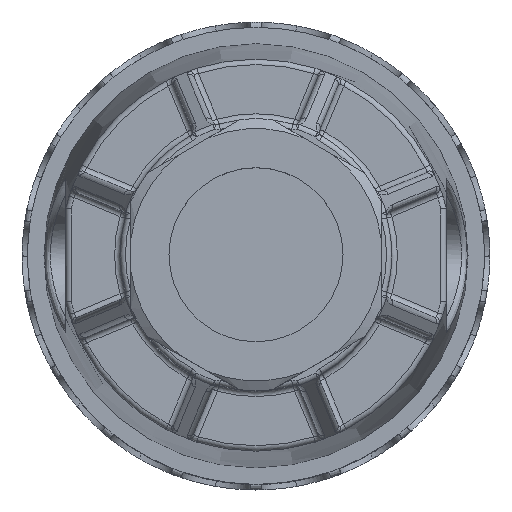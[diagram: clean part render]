
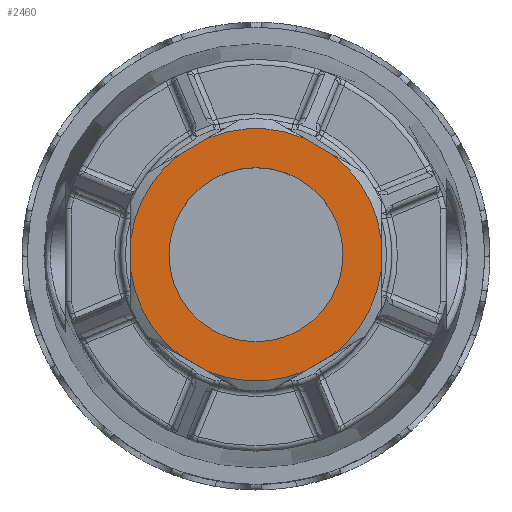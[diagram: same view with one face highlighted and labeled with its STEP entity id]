
A CAD part, top view. The second image highlights one B-rep face of the part: STEP entity #2460.
In plain terms, the highlighted planar face has unit normal (0, 0, 1).
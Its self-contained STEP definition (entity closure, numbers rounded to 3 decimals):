
#425=FACE_BOUND('',#5273,.T.);
#426=FACE_BOUND('',#5274,.T.);
#946=CIRCLE('',#23458,8.);
#956=CIRCLE('',#23472,11.6);
#957=CIRCLE('',#23474,11.6);
#959=CIRCLE('',#23478,11.6);
#961=CIRCLE('',#23482,11.6);
#963=CIRCLE('',#23486,11.6);
#965=CIRCLE('',#23490,11.6);
#1637=PLANE('',#23492);
#2460=ADVANCED_FACE('',(#425,#426),#1637,.T.);
#5273=EDGE_LOOP('',(#8515,#8516,#8517,#8518,#8519,#8520,#8521,#8522,#8523,
#8524,#8525,#8526));
#5274=EDGE_LOOP('',(#8527));
#8515=ORIENTED_EDGE('',*,*,#16845,.F.);
#8516=ORIENTED_EDGE('',*,*,#16818,.T.);
#8517=ORIENTED_EDGE('',*,*,#16846,.F.);
#8518=ORIENTED_EDGE('',*,*,#16824,.T.);
#8519=ORIENTED_EDGE('',*,*,#16847,.F.);
#8520=ORIENTED_EDGE('',*,*,#16830,.T.);
#8521=ORIENTED_EDGE('',*,*,#16848,.F.);
#8522=ORIENTED_EDGE('',*,*,#16836,.T.);
#8523=ORIENTED_EDGE('',*,*,#16849,.F.);
#8524=ORIENTED_EDGE('',*,*,#16842,.T.);
#8525=ORIENTED_EDGE('',*,*,#16850,.F.);
#8526=ORIENTED_EDGE('',*,*,#16816,.T.);
#8527=ORIENTED_EDGE('',*,*,#16795,.T.);
#14386=VERTEX_POINT('',#33033);
#14404=VERTEX_POINT('',#33078);
#14405=VERTEX_POINT('',#33080);
#14406=VERTEX_POINT('',#33087);
#14407=VERTEX_POINT('',#33088);
#14410=VERTEX_POINT('',#33105);
#14411=VERTEX_POINT('',#33106);
#14414=VERTEX_POINT('',#33123);
#14415=VERTEX_POINT('',#33124);
#14418=VERTEX_POINT('',#33141);
#14419=VERTEX_POINT('',#33142);
#14422=VERTEX_POINT('',#33159);
#14423=VERTEX_POINT('',#33160);
#16795=EDGE_CURVE('',#14386,#14386,#946,.T.);
#16816=EDGE_CURVE('',#14405,#14404,#956,.T.);
#16818=EDGE_CURVE('',#14406,#14407,#957,.T.);
#16824=EDGE_CURVE('',#14410,#14411,#959,.T.);
#16830=EDGE_CURVE('',#14414,#14415,#961,.T.);
#16836=EDGE_CURVE('',#14418,#14419,#963,.T.);
#16842=EDGE_CURVE('',#14422,#14423,#965,.T.);
#16845=EDGE_CURVE('',#14406,#14404,#19845,.T.);
#16846=EDGE_CURVE('',#14410,#14407,#19846,.T.);
#16847=EDGE_CURVE('',#14414,#14411,#19847,.T.);
#16848=EDGE_CURVE('',#14418,#14415,#19848,.T.);
#16849=EDGE_CURVE('',#14422,#14419,#19849,.T.);
#16850=EDGE_CURVE('',#14405,#14423,#19850,.T.);
#19845=LINE('',#33170,#21577);
#19846=LINE('',#33171,#21578);
#19847=LINE('',#33172,#21579);
#19848=LINE('',#33173,#21580);
#19849=LINE('',#33174,#21581);
#19850=LINE('',#33175,#21582);
#21577=VECTOR('',#26025,1.);
#21578=VECTOR('',#26026,1.);
#21579=VECTOR('',#26027,1.);
#21580=VECTOR('',#26028,1.);
#21581=VECTOR('',#26029,1.);
#21582=VECTOR('',#26030,1.);
#23458=AXIS2_PLACEMENT_3D('',#33032,#25939,#25940);
#23472=AXIS2_PLACEMENT_3D('',#33079,#25977,#25978);
#23474=AXIS2_PLACEMENT_3D('',#33086,#25981,#25982);
#23478=AXIS2_PLACEMENT_3D('',#33104,#25991,#25992);
#23482=AXIS2_PLACEMENT_3D('',#33122,#26001,#26002);
#23486=AXIS2_PLACEMENT_3D('',#33140,#26011,#26012);
#23490=AXIS2_PLACEMENT_3D('',#33158,#26021,#26022);
#23492=AXIS2_PLACEMENT_3D('',#33176,#26031,#26032);
#25939=DIRECTION('',(0.,0.,-1.));
#25940=DIRECTION('',(0.5,0.866,0.));
#25977=DIRECTION('',(0.,0.,1.));
#25978=DIRECTION('',(-0.5,-0.866,0.));
#25981=DIRECTION('',(0.,0.,1.));
#25982=DIRECTION('',(-0.5,-0.866,0.));
#25991=DIRECTION('',(0.,0.,1.));
#25992=DIRECTION('',(-0.5,-0.866,0.));
#26001=DIRECTION('',(0.,0.,1.));
#26002=DIRECTION('',(-0.5,-0.866,0.));
#26011=DIRECTION('',(0.,0.,1.));
#26012=DIRECTION('',(-0.5,-0.866,0.));
#26021=DIRECTION('',(0.,0.,1.));
#26022=DIRECTION('',(-0.5,-0.866,0.));
#26025=DIRECTION('',(0.,-1.,0.));
#26026=DIRECTION('',(0.866,-0.5,0.));
#26027=DIRECTION('',(0.866,0.5,0.));
#26028=DIRECTION('',(0.,1.,0.));
#26029=DIRECTION('',(-0.866,0.5,0.));
#26030=DIRECTION('',(-0.866,-0.5,0.));
#26031=DIRECTION('',(0.,0.,1.));
#26032=DIRECTION('',(-0.5,-0.866,0.));
#33032=CARTESIAN_POINT('',(0.,0.,
91.85));
#33033=CARTESIAN_POINT('',(4.,6.928,91.85));
#33078=CARTESIAN_POINT('',(11.5,-1.52,91.85));
#33079=CARTESIAN_POINT('',(0.,0.,
91.85));
#33080=CARTESIAN_POINT('',(7.066,-9.199,91.85));
#33086=CARTESIAN_POINT('',(0.,0.,
91.85));
#33087=CARTESIAN_POINT('',(11.5,1.52,91.85));
#33088=CARTESIAN_POINT('',(7.066,9.199,91.85));
#33104=CARTESIAN_POINT('',(0.,0.,
91.85));
#33105=CARTESIAN_POINT('',(4.434,10.719,91.85));
#33106=CARTESIAN_POINT('',(-4.434,10.719,91.85));
#33122=CARTESIAN_POINT('',(0.,0.,
91.85));
#33123=CARTESIAN_POINT('',(-7.066,9.199,91.85));
#33124=CARTESIAN_POINT('',(-11.5,1.52,91.85));
#33140=CARTESIAN_POINT('',(0.,0.,
91.85));
#33141=CARTESIAN_POINT('',(-11.5,-1.52,91.85));
#33142=CARTESIAN_POINT('',(-7.066,-9.199,91.85));
#33158=CARTESIAN_POINT('',(0.,0.,
91.85));
#33159=CARTESIAN_POINT('',(-4.434,-10.719,91.85));
#33160=CARTESIAN_POINT('',(4.434,-10.719,91.85));
#33170=CARTESIAN_POINT('',(11.5,4.899,91.85));
#33171=CARTESIAN_POINT('',(1.507,12.409,91.85));
#33172=CARTESIAN_POINT('',(-9.993,7.51,91.85));
#33173=CARTESIAN_POINT('',(-11.5,-4.899,91.85));
#33174=CARTESIAN_POINT('',(-1.507,-12.409,91.85));
#33175=CARTESIAN_POINT('',(9.993,-7.51,91.85));
#33176=CARTESIAN_POINT('',(6.25,10.825,91.85));
